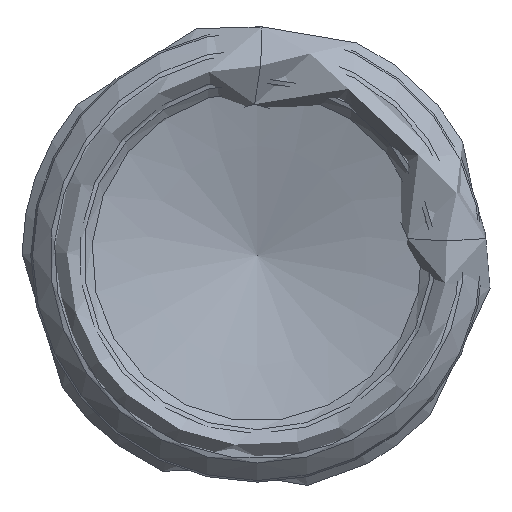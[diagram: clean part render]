
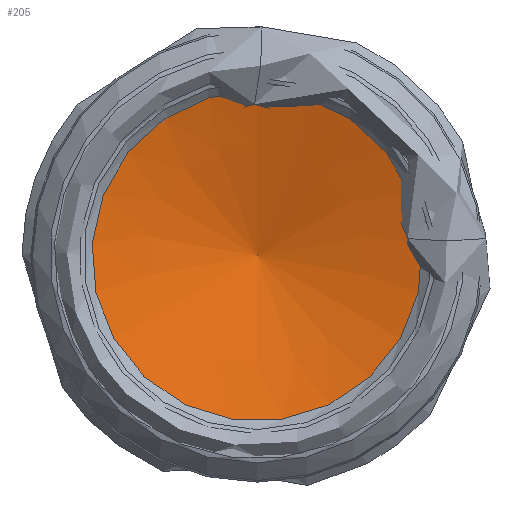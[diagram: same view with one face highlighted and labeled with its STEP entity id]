
A CAD part, left-side view. The second image highlights one B-rep face of the part: STEP entity #205.
In plain terms, the highlighted conical face has half-angle 75 degrees and reference radius 22.153 mm.
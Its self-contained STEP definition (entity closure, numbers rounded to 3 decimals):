
#50=CONICAL_SURFACE('',#398,22.153,75.);
#52=VERTEX_LOOP('',#335);
#205=ADVANCED_FACE('',(#234,#235),#50,.F.);
#234=FACE_BOUND('',#271,.T.);
#235=FACE_BOUND('',#52,.T.);
#271=EDGE_LOOP('',(#307));
#307=ORIENTED_EDGE('',*,*,#353,.T.);
#334=VERTEX_POINT('',#606);
#335=VERTEX_POINT('',#607);
#353=EDGE_CURVE('',#334,#334,#371,.T.);
#371=CIRCLE('',#397,22.153);
#397=AXIS2_PLACEMENT_3D('',#605,#450,#451);
#398=AXIS2_PLACEMENT_3D('',#608,#452,#453);
#450=DIRECTION('',(-1.,0.,0.));
#451=DIRECTION('',(0.,0.,1.));
#452=DIRECTION('',(-1.,0.,0.));
#453=DIRECTION('',(0.,0.,1.));
#605=CARTESIAN_POINT('',(3.,0.,0.));
#606=CARTESIAN_POINT('',(3.,0.,22.153));
#607=CARTESIAN_POINT('',(8.936,0.,0.));
#608=CARTESIAN_POINT('',(3.,0.,0.));
